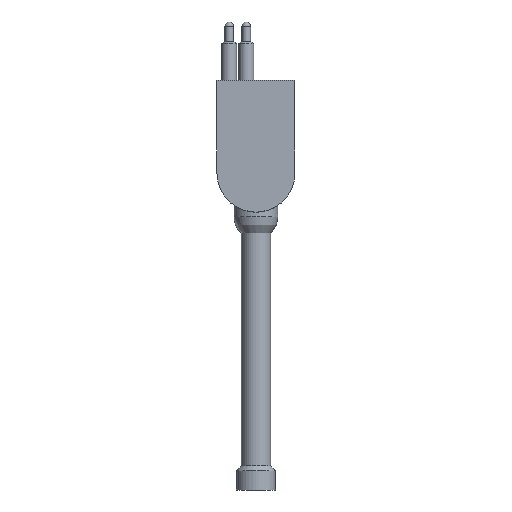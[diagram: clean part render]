
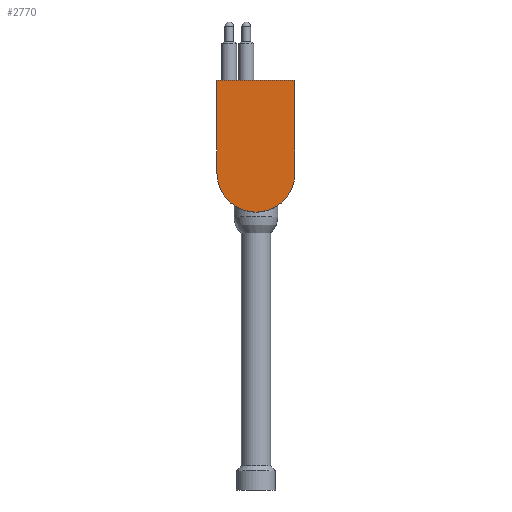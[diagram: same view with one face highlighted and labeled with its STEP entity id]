
A CAD part, front view. The second image highlights one B-rep face of the part: STEP entity #2770.
In plain terms, the highlighted planar face has unit normal (0, -1, 0).
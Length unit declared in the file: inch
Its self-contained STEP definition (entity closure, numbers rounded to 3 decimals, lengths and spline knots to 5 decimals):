
#84=CIRCLE($,#2938,0.5);
#85=CIRCLE($,#2940,0.5);
#341=FACE_OUTER_BOUND($,#526,.T.);
#526=EDGE_LOOP($,(#2101,#2102,#2103,#2104,#2105));
#729=LINE($,#4004,#964);
#768=LINE($,#4732,#1003);
#769=LINE($,#4734,#1004);
#964=VECTOR($,#3189,1.);
#1003=VECTOR($,#3232,1.188);
#1004=VECTOR($,#3235,1.188);
#1196=VERTEX_POINT($,#3924);
#1208=VERTEX_POINT($,#3992);
#1209=VERTEX_POINT($,#3996);
#1211=VERTEX_POINT($,#4002);
#1212=VERTEX_POINT($,#4003);
#1513=EDGE_CURVE($,#1208,#1196,#84,.T.);
#1514=EDGE_CURVE($,#1196,#1209,#85,.T.);
#1517=EDGE_CURVE($,#1211,#1212,#729,.T.);
#1595=EDGE_CURVE($,#1209,#1211,#768,.T.);
#1596=EDGE_CURVE($,#1212,#1208,#769,.T.);
#2101=ORIENTED_EDGE($,*,*,#1514,.F.);
#2102=ORIENTED_EDGE($,*,*,#1513,.F.);
#2103=ORIENTED_EDGE($,*,*,#1596,.F.);
#2104=ORIENTED_EDGE($,*,*,#1517,.F.);
#2105=ORIENTED_EDGE($,*,*,#1595,.F.);
#2632=PLANE($,#2946);
#2770=ADVANCED_FACE($,(#341),#2632,.F.);
#2938=AXIS2_PLACEMENT_3D($,#3994,#3178,#3179);
#2940=AXIS2_PLACEMENT_3D($,#3997,#3182,#3183);
#2946=AXIS2_PLACEMENT_3D($,#4735,#3236,#3237);
#3178=DIRECTION('center_axis',(0.,1.,0.));
#3179=DIRECTION('ref_axis',(0.,0.,1.));
#3182=DIRECTION('center_axis',(0.,1.,0.));
#3183=DIRECTION('ref_axis',(0.,0.,1.));
#3189=DIRECTION($,(1.,0.,0.));
#3232=DIRECTION($,(0.,0.,1.));
#3235=DIRECTION($,(0.,0.,-1.));
#3236=DIRECTION('center_axis',(0.,1.,0.));
#3237=DIRECTION('ref_axis',(0.,0.,1.));
#3924=CARTESIAN_POINT('',(0.,0.,-0.5));
#3992=CARTESIAN_POINT('',(0.5,0.,0.));
#3994=CARTESIAN_POINT('Origin',(0.,0.,0.));
#3996=CARTESIAN_POINT('',(-0.5,0.,0.));
#3997=CARTESIAN_POINT('Origin',(0.,0.,0.));
#4002=CARTESIAN_POINT('',(-0.5,0.,1.188));
#4003=CARTESIAN_POINT('',(0.5,0.,1.188));
#4004=CARTESIAN_POINT($,(-0.5,0.,1.188));
#4732=CARTESIAN_POINT($,(-0.5,0.,1.188));
#4734=CARTESIAN_POINT($,(0.5,0.,1.188));
#4735=CARTESIAN_POINT('Origin',(0.,0.,0.));
